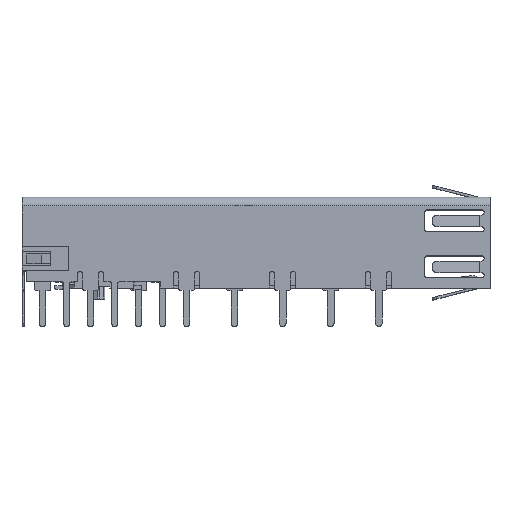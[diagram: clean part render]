
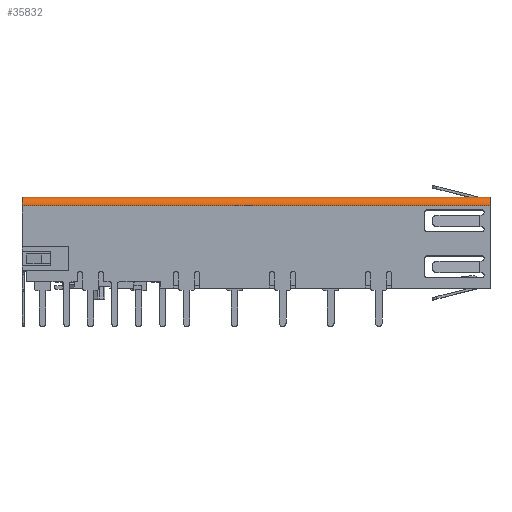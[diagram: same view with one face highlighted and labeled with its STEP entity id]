
A CAD part, top view. The second image highlights one B-rep face of the part: STEP entity #35832.
In plain terms, the highlighted cylindrical face has radius 0.9 mm (diameter 1.8 mm), a partial arc.
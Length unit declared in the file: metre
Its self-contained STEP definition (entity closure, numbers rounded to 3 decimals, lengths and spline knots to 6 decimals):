
#476=CYLINDRICAL_SURFACE('',#42545,0.0009);
#1476=CIRCLE('',#42546,0.0009);
#1477=CIRCLE('',#42547,0.0009);
#9629=ORIENTED_EDGE('',*,*,#16284,.T.);
#9630=ORIENTED_EDGE('',*,*,#16285,.F.);
#9631=ORIENTED_EDGE('',*,*,#16286,.F.);
#9632=ORIENTED_EDGE('',*,*,#16287,.T.);
#16284=EDGE_CURVE('',#20208,#20209,#1476,.T.);
#16285=EDGE_CURVE('',#20210,#20209,#24131,.T.);
#16286=EDGE_CURVE('',#20211,#20210,#1477,.T.);
#16287=EDGE_CURVE('',#20211,#20208,#24132,.T.);
#20208=VERTEX_POINT('',#60950);
#20209=VERTEX_POINT('',#60951);
#20210=VERTEX_POINT('',#60953);
#20211=VERTEX_POINT('',#60955);
#24131=LINE('',#60952,#28175);
#24132=LINE('',#60956,#28176);
#28175=VECTOR('',#50585,1.);
#28176=VECTOR('',#50588,1.);
#30500=EDGE_LOOP('',(#9629,#9630,#9631,#9632));
#32275=FACE_BOUND('',#30500,.T.);
#35832=ADVANCED_FACE('',(#32275),#476,.T.);
#42545=AXIS2_PLACEMENT_3D('',#60948,#50581,#50582);
#42546=AXIS2_PLACEMENT_3D('',#60949,#50583,#50584);
#42547=AXIS2_PLACEMENT_3D('',#60954,#50586,#50587);
#50581=DIRECTION('',(-1.,0.,0.));
#50582=DIRECTION('',(0.,0.,-1.));
#50583=DIRECTION('',(1.,0.,0.));
#50584=DIRECTION('',(0.,0.,-1.));
#50585=DIRECTION('',(-1.,0.,0.));
#50586=DIRECTION('',(1.,0.,0.));
#50587=DIRECTION('',(0.,0.,-1.));
#50588=DIRECTION('',(-1.,0.,0.));
#60948=CARTESIAN_POINT('',(0.04873,0.00855,0.00635));
#60949=CARTESIAN_POINT('',(0.,0.00855,0.00635));
#60950=CARTESIAN_POINT('',(0.,0.00945,0.00635));
#60951=CARTESIAN_POINT('',(0.,0.00855,0.00725));
#60952=CARTESIAN_POINT('',(0.04873,0.00855,0.00725));
#60953=CARTESIAN_POINT('',(0.04873,0.00855,0.00725));
#60954=CARTESIAN_POINT('',(0.04873,0.00855,0.00635));
#60955=CARTESIAN_POINT('',(0.04873,0.00945,0.00635));
#60956=CARTESIAN_POINT('',(0.04873,0.00945,0.00635));
